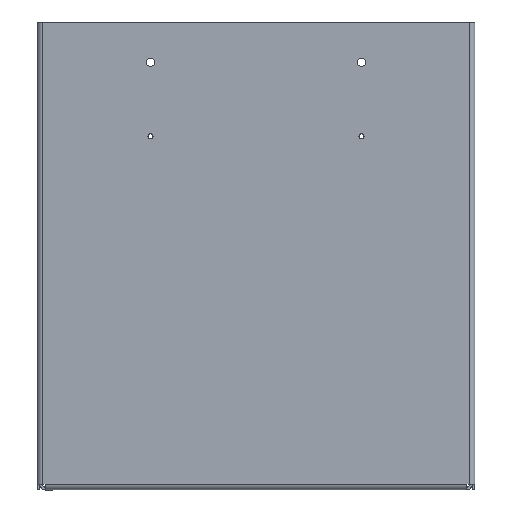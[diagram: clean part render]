
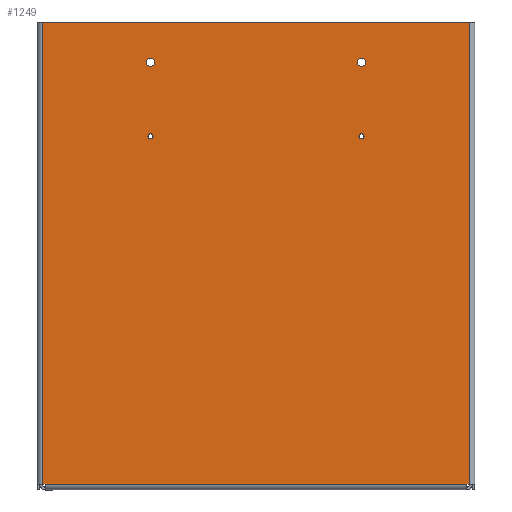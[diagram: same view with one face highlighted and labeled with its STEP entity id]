
A CAD part, top view. The second image highlights one B-rep face of the part: STEP entity #1249.
In plain terms, the highlighted planar face has unit normal (0, 0, 1).
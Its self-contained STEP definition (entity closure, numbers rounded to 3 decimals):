
#53=PLANE('',#1394);
#88=LINE('',#1978,#172);
#94=LINE('',#1993,#178);
#101=LINE('',#2011,#185);
#111=LINE('',#2038,#195);
#126=LINE('',#2072,#210);
#137=LINE('',#2094,#221);
#172=VECTOR('',#1637,250.75);
#178=VECTOR('',#1657,1.687);
#185=VECTOR('',#1674,275.);
#195=VECTOR('',#1700,1.688);
#210=VECTOR('',#1737,275.);
#221=VECTOR('',#1762,254.125);
#299=FACE_BOUND('',#509,.T.);
#300=FACE_BOUND('',#510,.T.);
#301=FACE_BOUND('',#511,.T.);
#302=FACE_BOUND('',#512,.T.);
#303=FACE_BOUND('',#513,.T.);
#509=EDGE_LOOP('',(#1132));
#510=EDGE_LOOP('',(#1133));
#511=EDGE_LOOP('',(#1134));
#512=EDGE_LOOP('',(#1135));
#513=EDGE_LOOP('',(#1136,#1137,#1138,#1139,#1140,#1141));
#539=CIRCLE('',#1291,2.5);
#541=CIRCLE('',#1294,1.5);
#543=CIRCLE('',#1297,1.5);
#545=CIRCLE('',#1300,2.5);
#607=VERTEX_POINT('',#1829);
#609=VERTEX_POINT('',#1834);
#611=VERTEX_POINT('',#1839);
#613=VERTEX_POINT('',#1844);
#655=VERTEX_POINT('',#1971);
#656=VERTEX_POINT('',#1976);
#658=VERTEX_POINT('',#1992);
#664=VERTEX_POINT('',#2010);
#671=VERTEX_POINT('',#2027);
#681=VERTEX_POINT('',#2070);
#711=EDGE_CURVE('',#607,#607,#539,.T.);
#713=EDGE_CURVE('',#609,#609,#541,.T.);
#715=EDGE_CURVE('',#611,#611,#543,.T.);
#717=EDGE_CURVE('',#613,#613,#545,.T.);
#779=EDGE_CURVE('',#655,#656,#88,.T.);
#786=EDGE_CURVE('',#658,#655,#94,.T.);
#795=EDGE_CURVE('',#664,#658,#101,.T.);
#809=EDGE_CURVE('',#656,#671,#111,.T.);
#826=EDGE_CURVE('',#671,#681,#126,.T.);
#837=EDGE_CURVE('',#664,#681,#137,.T.);
#1132=ORIENTED_EDGE('',*,*,#711,.T.);
#1133=ORIENTED_EDGE('',*,*,#713,.T.);
#1134=ORIENTED_EDGE('',*,*,#715,.T.);
#1135=ORIENTED_EDGE('',*,*,#717,.T.);
#1136=ORIENTED_EDGE('',*,*,#786,.T.);
#1137=ORIENTED_EDGE('',*,*,#779,.T.);
#1138=ORIENTED_EDGE('',*,*,#809,.T.);
#1139=ORIENTED_EDGE('',*,*,#826,.T.);
#1140=ORIENTED_EDGE('',*,*,#837,.F.);
#1141=ORIENTED_EDGE('',*,*,#795,.T.);
#1249=ADVANCED_FACE('',(#299,#300,#301,#302,#303),#53,.T.);
#1291=AXIS2_PLACEMENT_3D('',#1830,#1473,#1474);
#1294=AXIS2_PLACEMENT_3D('',#1835,#1479,#1480);
#1297=AXIS2_PLACEMENT_3D('',#1840,#1485,#1486);
#1300=AXIS2_PLACEMENT_3D('',#1845,#1491,#1492);
#1394=AXIS2_PLACEMENT_3D('',#2095,#1763,#1764);
#1473=DIRECTION('center_axis',(0.,0.,-1.));
#1474=DIRECTION('ref_axis',(-1.,0.,0.));
#1479=DIRECTION('center_axis',(0.,0.,-1.));
#1480=DIRECTION('ref_axis',(-1.,0.,0.));
#1485=DIRECTION('center_axis',(0.,0.,-1.));
#1486=DIRECTION('ref_axis',(-1.,0.,0.));
#1491=DIRECTION('center_axis',(0.,0.,-1.));
#1492=DIRECTION('ref_axis',(-1.,0.,0.));
#1637=DIRECTION('',(1.,0.,0.));
#1657=DIRECTION('',(1.,0.,0.));
#1674=DIRECTION('',(0.,-1.,0.));
#1700=DIRECTION('',(1.,0.,0.));
#1737=DIRECTION('',(0.,1.,0.));
#1762=DIRECTION('',(1.,0.,0.));
#1763=DIRECTION('center_axis',(0.,0.,1.));
#1764=DIRECTION('ref_axis',(1.,0.,0.));
#1829=CARTESIAN_POINT('',(-60.25,115.088,1.588));
#1830=CARTESIAN_POINT('Origin',(-62.75,115.088,1.588));
#1834=CARTESIAN_POINT('',(-61.25,71.088,1.588));
#1835=CARTESIAN_POINT('Origin',(-62.75,71.088,1.588));
#1839=CARTESIAN_POINT('',(64.25,71.088,1.588));
#1840=CARTESIAN_POINT('Origin',(62.75,71.088,1.588));
#1844=CARTESIAN_POINT('',(65.25,115.088,1.588));
#1845=CARTESIAN_POINT('Origin',(62.75,115.088,1.588));
#1971=CARTESIAN_POINT('',(-125.375,-135.913,1.588));
#1976=CARTESIAN_POINT('',(125.375,-135.913,1.588));
#1978=CARTESIAN_POINT('',(-63.531,-135.913,1.588));
#1992=CARTESIAN_POINT('',(-127.063,-135.913,1.588));
#1993=CARTESIAN_POINT('',(-63.531,-135.913,1.588));
#2010=CARTESIAN_POINT('',(-127.063,139.088,1.588));
#2011=CARTESIAN_POINT('',(-127.063,69.544,1.588));
#2027=CARTESIAN_POINT('',(127.063,-135.913,1.588));
#2038=CARTESIAN_POINT('',(-63.531,-135.913,1.588));
#2070=CARTESIAN_POINT('',(127.063,139.088,1.588));
#2072=CARTESIAN_POINT('',(127.063,-69.544,1.588));
#2094=CARTESIAN_POINT('',(-128.65,139.088,1.588));
#2095=CARTESIAN_POINT('Origin',(0.,0.,
1.588));
